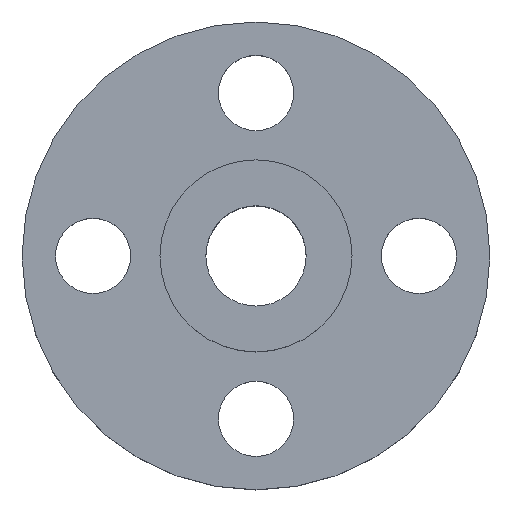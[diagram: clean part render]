
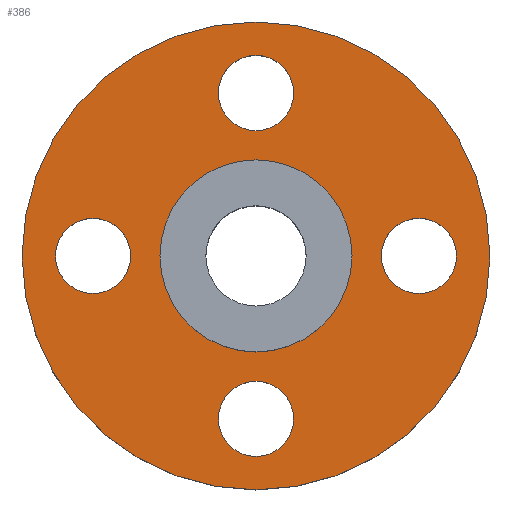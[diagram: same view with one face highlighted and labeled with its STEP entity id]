
A CAD part, top view. The second image highlights one B-rep face of the part: STEP entity #386.
In plain terms, the highlighted planar face has unit normal (0, 0, 1).
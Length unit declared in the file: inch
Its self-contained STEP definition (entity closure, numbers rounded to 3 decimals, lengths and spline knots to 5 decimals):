
#5 = AXIS2_PLACEMENT_3D ( 'NONE', #81, #600, #525 ) ;
#17 = AXIS2_PLACEMENT_3D ( 'NONE', #473, #148, #237 ) ;
#24 = CARTESIAN_POINT ( 'NONE',  ( 0.5625, -2.4375, -0.25 ) ) ;
#30 = CIRCLE ( 'NONE', #722, 0.5625 ) ;
#33 = EDGE_LOOP ( 'NONE', ( #288, #311 ) ) ;
#48 = VERTEX_POINT ( 'NONE', #656 ) ;
#59 = FACE_BOUND ( 'NONE', #33, .T. ) ;
#63 = VERTEX_POINT ( 'NONE', #64 ) ;
#64 = CARTESIAN_POINT ( 'NONE',  ( 3.5, 0., -0.25 ) ) ;
#71 = VERTEX_POINT ( 'NONE', #511 ) ;
#79 = DIRECTION ( 'NONE',  ( 0., 0., 1. ) ) ;
#81 = CARTESIAN_POINT ( 'NONE',  ( 0., -2.4375, -0.25 ) ) ;
#99 = ORIENTED_EDGE ( 'NONE', *, *, #797, .F. ) ;
#103 = CARTESIAN_POINT ( 'NONE',  ( 2.4375, 0., -0.25 ) ) ;
#107 = AXIS2_PLACEMENT_3D ( 'NONE', #232, #318, #186 ) ;
#118 = CARTESIAN_POINT ( 'NONE',  ( -0.5625, -2.4375, -0.25 ) ) ;
#129 = DIRECTION ( 'NONE',  ( 0., 0., 1. ) ) ;
#148 = DIRECTION ( 'NONE',  ( 0., 0., 1. ) ) ;
#149 = DIRECTION ( 'NONE',  ( -1., 0., 0. ) ) ;
#151 = DIRECTION ( 'NONE',  ( 0., 0., 1. ) ) ;
#162 = ORIENTED_EDGE ( 'NONE', *, *, #860, .F. ) ;
#174 = EDGE_LOOP ( 'NONE', ( #399, #850 ) ) ;
#175 = DIRECTION ( 'NONE',  ( 1., 0., 0. ) ) ;
#186 = DIRECTION ( 'NONE',  ( -1., 0., 0. ) ) ;
#212 = AXIS2_PLACEMENT_3D ( 'NONE', #820, #476, #738 ) ;
#218 = CARTESIAN_POINT ( 'NONE',  ( -3., 0., -0.25 ) ) ;
#229 = VERTEX_POINT ( 'NONE', #290 ) ;
#232 = CARTESIAN_POINT ( 'NONE',  ( 0., 1.4375, -0.25 ) ) ;
#234 = ORIENTED_EDGE ( 'NONE', *, *, #782, .T. ) ;
#236 = AXIS2_PLACEMENT_3D ( 'NONE', #400, #491, #811 ) ;
#237 = DIRECTION ( 'NONE',  ( 1., 0., 0. ) ) ;
#246 = EDGE_LOOP ( 'NONE', ( #234, #354 ) ) ;
#288 = ORIENTED_EDGE ( 'NONE', *, *, #512, .F. ) ;
#290 = CARTESIAN_POINT ( 'NONE',  ( -0.5625, 2.4375, -0.25 ) ) ;
#292 = EDGE_LOOP ( 'NONE', ( #347, #555 ) ) ;
#294 = DIRECTION ( 'NONE',  ( 0., 0., 1. ) ) ;
#302 = DIRECTION ( 'NONE',  ( 0., 0., 1. ) ) ;
#303 = CIRCLE ( 'NONE', #778, 3.5 ) ;
#305 = FACE_BOUND ( 'NONE', #843, .T. ) ;
#311 = ORIENTED_EDGE ( 'NONE', *, *, #312, .F. ) ;
#312 = EDGE_CURVE ( 'NONE', #71, #700, #481, .T. ) ;
#318 = DIRECTION ( 'NONE',  ( 0., 0., -1. ) ) ;
#326 = CARTESIAN_POINT ( 'NONE',  ( 0., 0., -0.25 ) ) ;
#331 = CIRCLE ( 'NONE', #446, 0.5625 ) ;
#347 = ORIENTED_EDGE ( 'NONE', *, *, #665, .F. ) ;
#353 = VERTEX_POINT ( 'NONE', #464 ) ;
#354 = ORIENTED_EDGE ( 'NONE', *, *, #546, .T. ) ;
#356 = EDGE_CURVE ( 'NONE', #615, #450, #331, .T. ) ;
#372 = CARTESIAN_POINT ( 'NONE',  ( 0., -2.4375, -0.25 ) ) ;
#373 = DIRECTION ( 'NONE',  ( 0., 0., 1. ) ) ;
#375 = CARTESIAN_POINT ( 'NONE',  ( -1.875, 0., -0.25 ) ) ;
#383 = CARTESIAN_POINT ( 'NONE',  ( 1.4375, 0., -0.25 ) ) ;
#386 = ADVANCED_FACE ( 'NONE', ( #451, #651, #305, #445, #59, #509 ), #762, .F. ) ;
#396 = DIRECTION ( 'NONE',  ( 1., 0., 0. ) ) ;
#399 = ORIENTED_EDGE ( 'NONE', *, *, #841, .F. ) ;
#400 = CARTESIAN_POINT ( 'NONE',  ( 0., 0., -0.25 ) ) ;
#406 = AXIS2_PLACEMENT_3D ( 'NONE', #767, #294, #564 ) ;
#410 = CARTESIAN_POINT ( 'NONE',  ( -3.5, 0., -0.25 ) ) ;
#432 = CIRCLE ( 'NONE', #236, 3.5 ) ;
#433 = CIRCLE ( 'NONE', #5, 0.5625 ) ;
#435 = DIRECTION ( 'NONE',  ( 0., 0., 1. ) ) ;
#436 = VERTEX_POINT ( 'NONE', #118 ) ;
#445 = FACE_BOUND ( 'NONE', #292, .T. ) ;
#446 = AXIS2_PLACEMENT_3D ( 'NONE', #839, #129, #716 ) ;
#449 = CARTESIAN_POINT ( 'NONE',  ( 0., 0., -0.25 ) ) ;
#450 = VERTEX_POINT ( 'NONE', #375 ) ;
#451 = FACE_BOUND ( 'NONE', #174, .T. ) ;
#458 = AXIS2_PLACEMENT_3D ( 'NONE', #449, #373, #658 ) ;
#464 = CARTESIAN_POINT ( 'NONE',  ( 3., 0., -0.25 ) ) ;
#473 = CARTESIAN_POINT ( 'NONE',  ( -2.4375, 0., -0.25 ) ) ;
#476 = DIRECTION ( 'NONE',  ( 0., 0., 1. ) ) ;
#480 = EDGE_CURVE ( 'NONE', #48, #353, #484, .T. ) ;
#481 = CIRCLE ( 'NONE', #458, 1.4375 ) ;
#484 = CIRCLE ( 'NONE', #527, 0.5625 ) ;
#485 = VERTEX_POINT ( 'NONE', #410 ) ;
#491 = DIRECTION ( 'NONE',  ( 0., 0., 1. ) ) ;
#509 = FACE_OUTER_BOUND ( 'NONE', #246, .T. ) ;
#511 = CARTESIAN_POINT ( 'NONE',  ( -1.4375, 0., -0.25 ) ) ;
#512 = EDGE_CURVE ( 'NONE', #700, #71, #840, .T. ) ;
#516 = CIRCLE ( 'NONE', #212, 0.5625 ) ;
#525 = DIRECTION ( 'NONE',  ( 0., 1., 0. ) ) ;
#527 = AXIS2_PLACEMENT_3D ( 'NONE', #856, #79, #719 ) ;
#542 = CARTESIAN_POINT ( 'NONE',  ( 0.5625, 2.4375, -0.25 ) ) ;
#546 = EDGE_CURVE ( 'NONE', #485, #63, #432, .T. ) ;
#555 = ORIENTED_EDGE ( 'NONE', *, *, #356, .F. ) ;
#558 = VERTEX_POINT ( 'NONE', #542 ) ;
#564 = DIRECTION ( 'NONE',  ( 0., -1., 0. ) ) ;
#599 = DIRECTION ( 'NONE',  ( 0., 0., 1. ) ) ;
#600 = DIRECTION ( 'NONE',  ( 0., 0., 1. ) ) ;
#611 = VERTEX_POINT ( 'NONE', #24 ) ;
#615 = VERTEX_POINT ( 'NONE', #218 ) ;
#628 = CIRCLE ( 'NONE', #734, 0.5625 ) ;
#651 = FACE_BOUND ( 'NONE', #678, .T. ) ;
#656 = CARTESIAN_POINT ( 'NONE',  ( 1.875, 0., -0.25 ) ) ;
#658 = DIRECTION ( 'NONE',  ( 1., 0., 0. ) ) ;
#665 = EDGE_CURVE ( 'NONE', #450, #615, #763, .T. ) ;
#678 = EDGE_LOOP ( 'NONE', ( #162, #780 ) ) ;
#700 = VERTEX_POINT ( 'NONE', #383 ) ;
#705 = DIRECTION ( 'NONE',  ( 0., 1., 0. ) ) ;
#711 = AXIS2_PLACEMENT_3D ( 'NONE', #326, #599, #396 ) ;
#716 = DIRECTION ( 'NONE',  ( 1., 0., 0. ) ) ;
#719 = DIRECTION ( 'NONE',  ( -1., 0., 0. ) ) ;
#722 = AXIS2_PLACEMENT_3D ( 'NONE', #372, #435, #705 ) ;
#726 = EDGE_CURVE ( 'NONE', #611, #436, #30, .T. ) ;
#734 = AXIS2_PLACEMENT_3D ( 'NONE', #103, #151, #149 ) ;
#738 = DIRECTION ( 'NONE',  ( 0., -1., 0. ) ) ;
#740 = EDGE_CURVE ( 'NONE', #229, #558, #803, .T. ) ;
#758 = CARTESIAN_POINT ( 'NONE',  ( 0., 0., -0.25 ) ) ;
#762 = PLANE ( 'NONE',  #107 ) ;
#763 = CIRCLE ( 'NONE', #17, 0.5625 ) ;
#767 = CARTESIAN_POINT ( 'NONE',  ( 0., 2.4375, -0.25 ) ) ;
#778 = AXIS2_PLACEMENT_3D ( 'NONE', #758, #302, #175 ) ;
#780 = ORIENTED_EDGE ( 'NONE', *, *, #480, .F. ) ;
#782 = EDGE_CURVE ( 'NONE', #63, #485, #303, .T. ) ;
#797 = EDGE_CURVE ( 'NONE', #436, #611, #433, .T. ) ;
#803 = CIRCLE ( 'NONE', #406, 0.5625 ) ;
#811 = DIRECTION ( 'NONE',  ( 1., 0., 0. ) ) ;
#820 = CARTESIAN_POINT ( 'NONE',  ( 0., 2.4375, -0.25 ) ) ;
#838 = ORIENTED_EDGE ( 'NONE', *, *, #726, .F. ) ;
#839 = CARTESIAN_POINT ( 'NONE',  ( -2.4375, 0., -0.25 ) ) ;
#840 = CIRCLE ( 'NONE', #711, 1.4375 ) ;
#841 = EDGE_CURVE ( 'NONE', #558, #229, #516, .T. ) ;
#843 = EDGE_LOOP ( 'NONE', ( #838, #99 ) ) ;
#850 = ORIENTED_EDGE ( 'NONE', *, *, #740, .F. ) ;
#856 = CARTESIAN_POINT ( 'NONE',  ( 2.4375, 0., -0.25 ) ) ;
#860 = EDGE_CURVE ( 'NONE', #353, #48, #628, .T. ) ;
